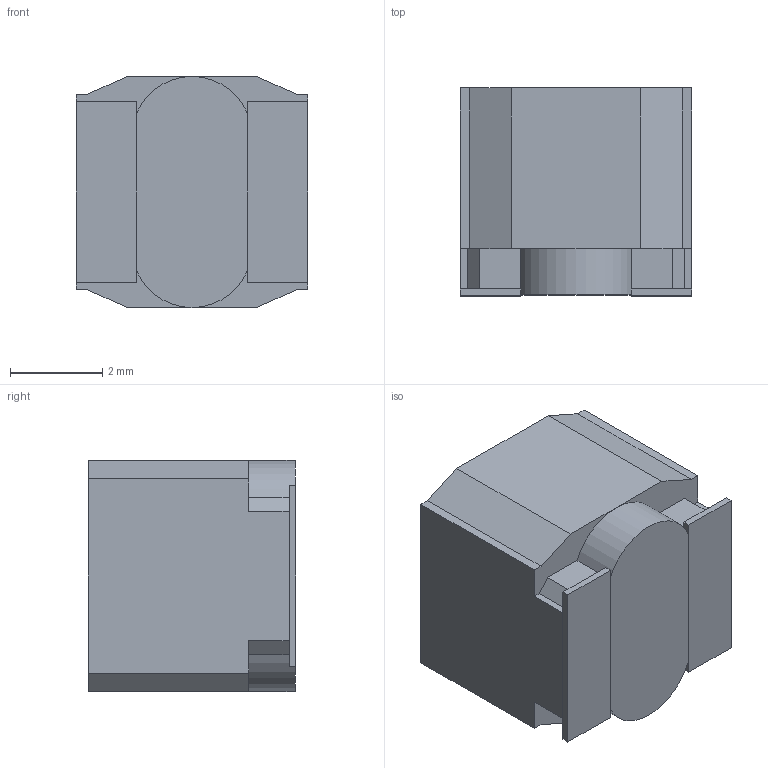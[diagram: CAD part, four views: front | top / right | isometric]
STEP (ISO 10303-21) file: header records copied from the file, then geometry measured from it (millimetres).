
FILE_DESCRIPTION (( 'STEP AP214' ), '1' );
FILE_NAME ('VLS5045EX.STEP', '2018-07-05T05:19:14', ( '' ), ( '' ), 'SwSTEP 2.0', 'SolidWorks 2018', '' );
FILE_SCHEMA (( 'AUTOMOTIVE_DESIGN' ));
Length unit declared in the file: millimetre
Products named in the file (3): VLS5045EX_C(3Dmodel); VLS5045EX; VLS5045EX_T(3Dmodel)
Assembly tree (2 placements, depth 2):
  VLS5045EX
    VLS5045EX_C(3Dmodel)
    VLS5045EX_T(3Dmodel)
Bounding box: 5 x 4.5 x 5 mm (x, y, z)
Volume: 103.2 mm3; surface area: 153.4 mm2
Topology: 3 solids, 3 shells, 362 faces, 968 edges, 643 vertices
Faces by surface type: plane 293, bspline 64, cylinder 5
Entity records: 18088 total; most frequent: CARTESIAN_POINT 6378, ORIENTED_EDGE 1936, DIRECTION 1457, EDGE_CURVE 968, VECTOR 829, LINE 829, VERTEX_POINT 643, EDGE_LOOP 393
